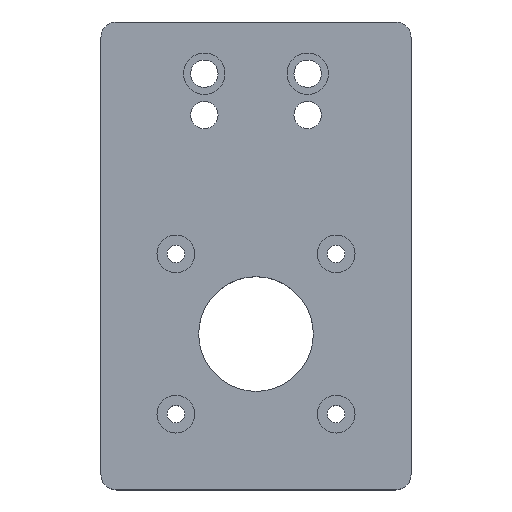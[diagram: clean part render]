
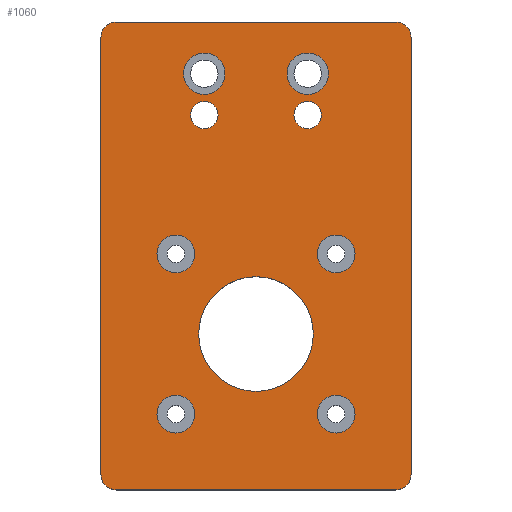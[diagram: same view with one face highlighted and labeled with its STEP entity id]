
A CAD part, top view. The second image highlights one B-rep face of the part: STEP entity #1060.
In plain terms, the highlighted planar face has unit normal (0, 0, 1).
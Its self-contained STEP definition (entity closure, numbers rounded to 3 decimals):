
#48=LINE('',#1747,#100);
#54=LINE('',#1759,#106);
#60=LINE('',#1775,#112);
#63=LINE('',#1783,#115);
#100=VECTOR('',#1430,84.5);
#106=VECTOR('',#1440,84.5);
#112=VECTOR('',#1456,54.);
#115=VECTOR('',#1463,54.);
#140=PLANE('',#1176);
#182=FACE_BOUND('',#362,.T.);
#183=FACE_BOUND('',#363,.T.);
#184=FACE_BOUND('',#364,.T.);
#185=FACE_BOUND('',#365,.T.);
#186=FACE_BOUND('',#366,.T.);
#187=FACE_BOUND('',#367,.T.);
#188=FACE_BOUND('',#368,.T.);
#189=FACE_BOUND('',#369,.T.);
#190=FACE_BOUND('',#370,.T.);
#260=FACE_OUTER_BOUND('',#361,.T.);
#361=EDGE_LOOP('',(#889,#890,#891,#892,#893,#894,#895,#896));
#362=EDGE_LOOP('',(#897));
#363=EDGE_LOOP('',(#898));
#364=EDGE_LOOP('',(#899));
#365=EDGE_LOOP('',(#900));
#366=EDGE_LOOP('',(#901));
#367=EDGE_LOOP('',(#902));
#368=EDGE_LOOP('',(#903));
#369=EDGE_LOOP('',(#904));
#370=EDGE_LOOP('',(#905));
#425=CIRCLE('',#1096,4.);
#428=CIRCLE('',#1101,4.);
#465=CIRCLE('',#1173,3.);
#467=CIRCLE('',#1177,3.);
#468=CIRCLE('',#1178,3.);
#469=CIRCLE('',#1179,3.);
#470=CIRCLE('',#1180,3.65);
#471=CIRCLE('',#1181,3.65);
#472=CIRCLE('',#1182,3.65);
#473=CIRCLE('',#1183,3.65);
#474=CIRCLE('',#1184,11.1);
#475=CIRCLE('',#1185,2.65);
#476=CIRCLE('',#1186,2.65);
#501=VERTEX_POINT('',#1583);
#504=VERTEX_POINT('',#1591);
#557=VERTEX_POINT('',#1744);
#558=VERTEX_POINT('',#1746);
#561=VERTEX_POINT('',#1756);
#562=VERTEX_POINT('',#1758);
#565=VERTEX_POINT('',#1768);
#567=VERTEX_POINT('',#1774);
#569=VERTEX_POINT('',#1780);
#570=VERTEX_POINT('',#1782);
#571=VERTEX_POINT('',#1786);
#572=VERTEX_POINT('',#1788);
#573=VERTEX_POINT('',#1790);
#574=VERTEX_POINT('',#1792);
#575=VERTEX_POINT('',#1794);
#576=VERTEX_POINT('',#1796);
#577=VERTEX_POINT('',#1798);
#601=EDGE_CURVE('',#501,#501,#425,.T.);
#604=EDGE_CURVE('',#504,#504,#428,.T.);
#674=EDGE_CURVE('',#558,#557,#48,.T.);
#680=EDGE_CURVE('',#562,#561,#54,.T.);
#685=EDGE_CURVE('',#558,#565,#465,.T.);
#688=EDGE_CURVE('',#567,#565,#60,.T.);
#691=EDGE_CURVE('',#569,#557,#467,.T.);
#692=EDGE_CURVE('',#569,#570,#63,.T.);
#693=EDGE_CURVE('',#562,#570,#468,.T.);
#694=EDGE_CURVE('',#567,#561,#469,.T.);
#695=EDGE_CURVE('',#571,#571,#470,.T.);
#696=EDGE_CURVE('',#572,#572,#471,.T.);
#697=EDGE_CURVE('',#573,#573,#472,.T.);
#698=EDGE_CURVE('',#574,#574,#473,.T.);
#699=EDGE_CURVE('',#575,#575,#474,.T.);
#700=EDGE_CURVE('',#576,#576,#475,.T.);
#701=EDGE_CURVE('',#577,#577,#476,.T.);
#889=ORIENTED_EDGE('',*,*,#685,.F.);
#890=ORIENTED_EDGE('',*,*,#674,.T.);
#891=ORIENTED_EDGE('',*,*,#691,.F.);
#892=ORIENTED_EDGE('',*,*,#692,.T.);
#893=ORIENTED_EDGE('',*,*,#693,.F.);
#894=ORIENTED_EDGE('',*,*,#680,.T.);
#895=ORIENTED_EDGE('',*,*,#694,.F.);
#896=ORIENTED_EDGE('',*,*,#688,.T.);
#897=ORIENTED_EDGE('',*,*,#601,.T.);
#898=ORIENTED_EDGE('',*,*,#604,.T.);
#899=ORIENTED_EDGE('',*,*,#695,.T.);
#900=ORIENTED_EDGE('',*,*,#696,.T.);
#901=ORIENTED_EDGE('',*,*,#697,.T.);
#902=ORIENTED_EDGE('',*,*,#698,.T.);
#903=ORIENTED_EDGE('',*,*,#699,.T.);
#904=ORIENTED_EDGE('',*,*,#700,.T.);
#905=ORIENTED_EDGE('',*,*,#701,.T.);
#1060=ADVANCED_FACE('',(#260,#182,#183,#184,#185,#186,#187,#188,#189,#190),
#140,.T.);
#1096=AXIS2_PLACEMENT_3D('',#1584,#1251,#1252);
#1101=AXIS2_PLACEMENT_3D('',#1592,#1261,#1262);
#1173=AXIS2_PLACEMENT_3D('',#1769,#1449,#1450);
#1176=AXIS2_PLACEMENT_3D('',#1779,#1459,#1460);
#1177=AXIS2_PLACEMENT_3D('',#1781,#1461,#1462);
#1178=AXIS2_PLACEMENT_3D('',#1784,#1464,#1465);
#1179=AXIS2_PLACEMENT_3D('',#1785,#1466,#1467);
#1180=AXIS2_PLACEMENT_3D('',#1787,#1468,#1469);
#1181=AXIS2_PLACEMENT_3D('',#1789,#1470,#1471);
#1182=AXIS2_PLACEMENT_3D('',#1791,#1472,#1473);
#1183=AXIS2_PLACEMENT_3D('',#1793,#1474,#1475);
#1184=AXIS2_PLACEMENT_3D('',#1795,#1476,#1477);
#1185=AXIS2_PLACEMENT_3D('',#1797,#1478,#1479);
#1186=AXIS2_PLACEMENT_3D('',#1799,#1480,#1481);
#1251=DIRECTION('center_axis',(0.,0.,-1.));
#1252=DIRECTION('ref_axis',(1.,0.,0.));
#1261=DIRECTION('center_axis',(0.,0.,-1.));
#1262=DIRECTION('ref_axis',(1.,0.,0.));
#1430=DIRECTION('',(0.,1.,0.));
#1440=DIRECTION('',(0.,-1.,0.));
#1449=DIRECTION('center_axis',(0.,0.,-1.));
#1450=DIRECTION('ref_axis',(0.707,-0.707,0.));
#1456=DIRECTION('',(1.,0.,0.));
#1459=DIRECTION('center_axis',(0.,0.,1.));
#1460=DIRECTION('ref_axis',(1.,0.,0.));
#1461=DIRECTION('center_axis',(0.,0.,-1.));
#1462=DIRECTION('ref_axis',(0.707,0.707,0.));
#1463=DIRECTION('',(-1.,0.,0.));
#1464=DIRECTION('center_axis',(0.,0.,-1.));
#1465=DIRECTION('ref_axis',(-0.707,0.707,0.));
#1466=DIRECTION('center_axis',(0.,0.,-1.));
#1467=DIRECTION('ref_axis',(-0.707,-0.707,0.));
#1468=DIRECTION('center_axis',(0.,0.,-1.));
#1469=DIRECTION('ref_axis',(1.,0.,0.));
#1470=DIRECTION('center_axis',(0.,0.,-1.));
#1471=DIRECTION('ref_axis',(1.,0.,0.));
#1472=DIRECTION('center_axis',(0.,0.,-1.));
#1473=DIRECTION('ref_axis',(1.,0.,0.));
#1474=DIRECTION('center_axis',(0.,0.,-1.));
#1475=DIRECTION('ref_axis',(1.,0.,0.));
#1476=DIRECTION('center_axis',(0.,0.,-1.));
#1477=DIRECTION('ref_axis',(-1.,0.,0.));
#1478=DIRECTION('center_axis',(0.,0.,-1.));
#1479=DIRECTION('ref_axis',(-1.,0.,0.));
#1480=DIRECTION('center_axis',(0.,0.,-1.));
#1481=DIRECTION('ref_axis',(-1.,0.,0.));
#1583=CARTESIAN_POINT('',(44.,80.5,13.));
#1584=CARTESIAN_POINT('Origin',(40.,80.5,13.));
#1591=CARTESIAN_POINT('',(24.,80.5,13.));
#1592=CARTESIAN_POINT('Origin',(20.,80.5,13.));
#1744=CARTESIAN_POINT('',(60.,87.5,13.));
#1746=CARTESIAN_POINT('',(60.,3.,13.));
#1747=CARTESIAN_POINT('',(60.,0.,13.));
#1756=CARTESIAN_POINT('',(0.,3.,13.));
#1758=CARTESIAN_POINT('',(0.,87.5,13.));
#1759=CARTESIAN_POINT('',(0.,90.5,13.));
#1768=CARTESIAN_POINT('',(57.,0.,13.));
#1769=CARTESIAN_POINT('Origin',(57.,3.,13.));
#1774=CARTESIAN_POINT('',(3.,0.,13.));
#1775=CARTESIAN_POINT('',(0.,0.,13.));
#1779=CARTESIAN_POINT('Origin',(30.,45.25,13.));
#1780=CARTESIAN_POINT('',(57.,90.5,13.));
#1781=CARTESIAN_POINT('Origin',(57.,87.5,13.));
#1782=CARTESIAN_POINT('',(3.,90.5,13.));
#1783=CARTESIAN_POINT('',(60.,90.5,13.));
#1784=CARTESIAN_POINT('Origin',(3.,87.5,13.));
#1785=CARTESIAN_POINT('Origin',(3.,3.,13.));
#1786=CARTESIAN_POINT('',(49.15,14.65,13.));
#1787=CARTESIAN_POINT('Origin',(45.5,14.65,13.));
#1788=CARTESIAN_POINT('',(18.15,45.65,13.));
#1789=CARTESIAN_POINT('Origin',(14.5,45.65,13.));
#1790=CARTESIAN_POINT('',(49.15,45.65,13.));
#1791=CARTESIAN_POINT('Origin',(45.5,45.65,13.));
#1792=CARTESIAN_POINT('',(18.15,14.65,13.));
#1793=CARTESIAN_POINT('Origin',(14.5,14.65,13.));
#1794=CARTESIAN_POINT('',(41.1,30.15,13.));
#1795=CARTESIAN_POINT('Origin',(30.,30.15,13.));
#1796=CARTESIAN_POINT('',(22.65,72.5,13.));
#1797=CARTESIAN_POINT('Origin',(20.,72.5,13.));
#1798=CARTESIAN_POINT('',(42.65,72.5,13.));
#1799=CARTESIAN_POINT('Origin',(40.,72.5,13.));
